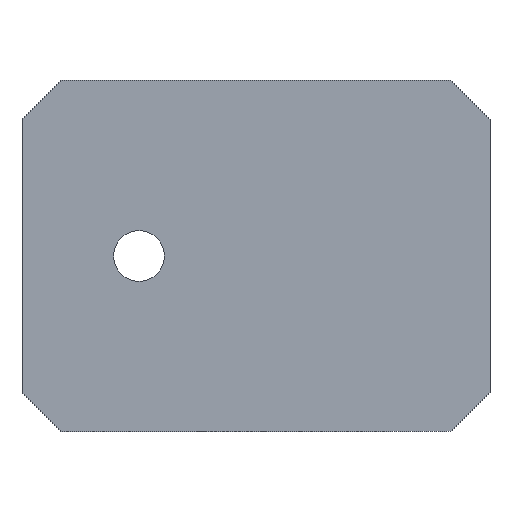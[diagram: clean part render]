
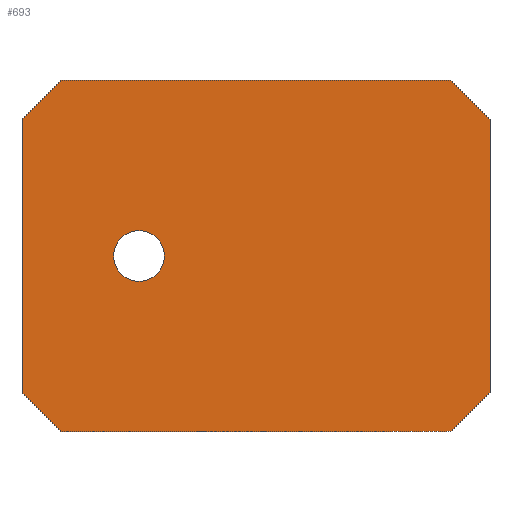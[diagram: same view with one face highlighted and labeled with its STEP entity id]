
A CAD part, front view. The second image highlights one B-rep face of the part: STEP entity #693.
In plain terms, the highlighted planar face has unit normal (0, -1, 0).
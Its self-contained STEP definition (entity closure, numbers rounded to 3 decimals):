
#32 = PLANE('',#33);
#33 = AXIS2_PLACEMENT_3D('',#34,#35,#36);
#34 = CARTESIAN_POINT('',(-12.,8.,9.));
#35 = DIRECTION('',(0.,0.,1.));
#36 = DIRECTION('',(1.,0.,0.));
#169 = VERTEX_POINT('',#170);
#170 = CARTESIAN_POINT('',(-10.,-8.,9.));
#184 = PLANE('',#185);
#185 = AXIS2_PLACEMENT_3D('',#186,#187,#188);
#186 = CARTESIAN_POINT('',(-11.,-4.6,8.));
#187 = DIRECTION('',(-0.707,0.,0.707));
#188 = DIRECTION('',(-0.,1.,-0.));
#196 = EDGE_CURVE('',#169,#197,#199,.T.);
#197 = VERTEX_POINT('',#198);
#198 = CARTESIAN_POINT('',(10.,-8.,9.));
#199 = SURFACE_CURVE('',#200,(#204,#211),.PCURVE_S1.);
#200 = LINE('',#201,#202);
#201 = CARTESIAN_POINT('',(-12.,-8.,9.));
#202 = VECTOR('',#203,1.);
#203 = DIRECTION('',(1.,0.,0.));
#204 = PCURVE('',#32,#205);
#205 = DEFINITIONAL_REPRESENTATION('',(#206),#210);
#206 = LINE('',#207,#208);
#207 = CARTESIAN_POINT('',(0.,-16.));
#208 = VECTOR('',#209,1.);
#209 = DIRECTION('',(1.,0.));
#210 = ( GEOMETRIC_REPRESENTATION_CONTEXT(2) 
PARAMETRIC_REPRESENTATION_CONTEXT() REPRESENTATION_CONTEXT('2D SPACE',''
  ) );
#211 = PCURVE('',#212,#217);
#212 = PLANE('',#213);
#213 = AXIS2_PLACEMENT_3D('',#214,#215,#216);
#214 = CARTESIAN_POINT('',(0.,-8.,0.));
#215 = DIRECTION('',(0.,1.,0.));
#216 = DIRECTION('',(0.,0.,1.));
#217 = DEFINITIONAL_REPRESENTATION('',(#218),#222);
#218 = LINE('',#219,#220);
#219 = CARTESIAN_POINT('',(9.,-12.));
#220 = VECTOR('',#221,1.);
#221 = DIRECTION('',(0.,1.));
#222 = ( GEOMETRIC_REPRESENTATION_CONTEXT(2) 
PARAMETRIC_REPRESENTATION_CONTEXT() REPRESENTATION_CONTEXT('2D SPACE',''
  ) );
#238 = PLANE('',#239);
#239 = AXIS2_PLACEMENT_3D('',#240,#241,#242);
#240 = CARTESIAN_POINT('',(11.,8.,8.));
#241 = DIRECTION('',(0.707,0.,0.707));
#242 = DIRECTION('',(0.,-1.,0.));
#293 = PLANE('',#294);
#294 = AXIS2_PLACEMENT_3D('',#295,#296,#297);
#295 = CARTESIAN_POINT('',(12.,8.,9.));
#296 = DIRECTION('',(1.,0.,0.));
#297 = DIRECTION('',(0.,0.,-1.));
#321 = PLANE('',#322);
#322 = AXIS2_PLACEMENT_3D('',#323,#324,#325);
#323 = CARTESIAN_POINT('',(11.,8.,-8.));
#324 = DIRECTION('',(0.707,0.,-0.707));
#325 = DIRECTION('',(0.,-1.,0.));
#349 = PLANE('',#350);
#350 = AXIS2_PLACEMENT_3D('',#351,#352,#353);
#351 = CARTESIAN_POINT('',(12.,8.,-9.));
#352 = DIRECTION('',(0.,0.,-1.));
#353 = DIRECTION('',(-1.,0.,0.));
#527 = EDGE_CURVE('',#197,#528,#530,.T.);
#528 = VERTEX_POINT('',#529);
#529 = CARTESIAN_POINT('',(12.,-8.,7.));
#530 = SURFACE_CURVE('',#531,(#535,#542),.PCURVE_S1.);
#531 = LINE('',#532,#533);
#532 = CARTESIAN_POINT('',(10.25,-8.,8.75));
#533 = VECTOR('',#534,1.);
#534 = DIRECTION('',(0.707,0.,-0.707));
#535 = PCURVE('',#238,#536);
#536 = DEFINITIONAL_REPRESENTATION('',(#537),#541);
#537 = LINE('',#538,#539);
#538 = CARTESIAN_POINT('',(16.,-1.061));
#539 = VECTOR('',#540,1.);
#540 = DIRECTION('',(0.,1.));
#541 = ( GEOMETRIC_REPRESENTATION_CONTEXT(2) 
PARAMETRIC_REPRESENTATION_CONTEXT() REPRESENTATION_CONTEXT('2D SPACE',''
  ) );
#542 = PCURVE('',#212,#543);
#543 = DEFINITIONAL_REPRESENTATION('',(#544),#548);
#544 = LINE('',#545,#546);
#545 = CARTESIAN_POINT('',(8.75,10.25));
#546 = VECTOR('',#547,1.);
#547 = DIRECTION('',(-0.707,0.707));
#548 = ( GEOMETRIC_REPRESENTATION_CONTEXT(2) 
PARAMETRIC_REPRESENTATION_CONTEXT() REPRESENTATION_CONTEXT('2D SPACE',''
  ) );
#693 = ADVANCED_FACE('',(#694,#844),#212,.F.);
#694 = FACE_BOUND('',#695,.F.);
#695 = EDGE_LOOP('',(#696,#697,#698,#721,#744,#767,#795,#823));
#696 = ORIENTED_EDGE('',*,*,#196,.T.);
#697 = ORIENTED_EDGE('',*,*,#527,.T.);
#698 = ORIENTED_EDGE('',*,*,#699,.T.);
#699 = EDGE_CURVE('',#528,#700,#702,.T.);
#700 = VERTEX_POINT('',#701);
#701 = CARTESIAN_POINT('',(12.,-8.,-7.));
#702 = SURFACE_CURVE('',#703,(#707,#714),.PCURVE_S1.);
#703 = LINE('',#704,#705);
#704 = CARTESIAN_POINT('',(12.,-8.,9.));
#705 = VECTOR('',#706,1.);
#706 = DIRECTION('',(0.,0.,-1.));
#707 = PCURVE('',#212,#708);
#708 = DEFINITIONAL_REPRESENTATION('',(#709),#713);
#709 = LINE('',#710,#711);
#710 = CARTESIAN_POINT('',(9.,12.));
#711 = VECTOR('',#712,1.);
#712 = DIRECTION('',(-1.,0.));
#713 = ( GEOMETRIC_REPRESENTATION_CONTEXT(2) 
PARAMETRIC_REPRESENTATION_CONTEXT() REPRESENTATION_CONTEXT('2D SPACE',''
  ) );
#714 = PCURVE('',#293,#715);
#715 = DEFINITIONAL_REPRESENTATION('',(#716),#720);
#716 = LINE('',#717,#718);
#717 = CARTESIAN_POINT('',(0.,-16.));
#718 = VECTOR('',#719,1.);
#719 = DIRECTION('',(1.,0.));
#720 = ( GEOMETRIC_REPRESENTATION_CONTEXT(2) 
PARAMETRIC_REPRESENTATION_CONTEXT() REPRESENTATION_CONTEXT('2D SPACE',''
  ) );
#721 = ORIENTED_EDGE('',*,*,#722,.T.);
#722 = EDGE_CURVE('',#700,#723,#725,.T.);
#723 = VERTEX_POINT('',#724);
#724 = CARTESIAN_POINT('',(10.,-8.,-9.));
#725 = SURFACE_CURVE('',#726,(#730,#737),.PCURVE_S1.);
#726 = LINE('',#727,#728);
#727 = CARTESIAN_POINT('',(10.25,-8.,-8.75));
#728 = VECTOR('',#729,1.);
#729 = DIRECTION('',(-0.707,0.,-0.707));
#730 = PCURVE('',#212,#731);
#731 = DEFINITIONAL_REPRESENTATION('',(#732),#736);
#732 = LINE('',#733,#734);
#733 = CARTESIAN_POINT('',(-8.75,10.25));
#734 = VECTOR('',#735,1.);
#735 = DIRECTION('',(-0.707,-0.707));
#736 = ( GEOMETRIC_REPRESENTATION_CONTEXT(2) 
PARAMETRIC_REPRESENTATION_CONTEXT() REPRESENTATION_CONTEXT('2D SPACE',''
  ) );
#737 = PCURVE('',#321,#738);
#738 = DEFINITIONAL_REPRESENTATION('',(#739),#743);
#739 = LINE('',#740,#741);
#740 = CARTESIAN_POINT('',(16.,1.061));
#741 = VECTOR('',#742,1.);
#742 = DIRECTION('',(-0.,1.));
#743 = ( GEOMETRIC_REPRESENTATION_CONTEXT(2) 
PARAMETRIC_REPRESENTATION_CONTEXT() REPRESENTATION_CONTEXT('2D SPACE',''
  ) );
#744 = ORIENTED_EDGE('',*,*,#745,.T.);
#745 = EDGE_CURVE('',#723,#746,#748,.T.);
#746 = VERTEX_POINT('',#747);
#747 = CARTESIAN_POINT('',(-10.,-8.,-9.));
#748 = SURFACE_CURVE('',#749,(#753,#760),.PCURVE_S1.);
#749 = LINE('',#750,#751);
#750 = CARTESIAN_POINT('',(12.,-8.,-9.));
#751 = VECTOR('',#752,1.);
#752 = DIRECTION('',(-1.,0.,0.));
#753 = PCURVE('',#212,#754);
#754 = DEFINITIONAL_REPRESENTATION('',(#755),#759);
#755 = LINE('',#756,#757);
#756 = CARTESIAN_POINT('',(-9.,12.));
#757 = VECTOR('',#758,1.);
#758 = DIRECTION('',(0.,-1.));
#759 = ( GEOMETRIC_REPRESENTATION_CONTEXT(2) 
PARAMETRIC_REPRESENTATION_CONTEXT() REPRESENTATION_CONTEXT('2D SPACE',''
  ) );
#760 = PCURVE('',#349,#761);
#761 = DEFINITIONAL_REPRESENTATION('',(#762),#766);
#762 = LINE('',#763,#764);
#763 = CARTESIAN_POINT('',(0.,-16.));
#764 = VECTOR('',#765,1.);
#765 = DIRECTION('',(1.,0.));
#766 = ( GEOMETRIC_REPRESENTATION_CONTEXT(2) 
PARAMETRIC_REPRESENTATION_CONTEXT() REPRESENTATION_CONTEXT('2D SPACE',''
  ) );
#767 = ORIENTED_EDGE('',*,*,#768,.F.);
#768 = EDGE_CURVE('',#769,#746,#771,.T.);
#769 = VERTEX_POINT('',#770);
#770 = CARTESIAN_POINT('',(-12.,-8.,-7.));
#771 = SURFACE_CURVE('',#772,(#776,#783),.PCURVE_S1.);
#772 = LINE('',#773,#774);
#773 = CARTESIAN_POINT('',(-10.25,-8.,-8.75));
#774 = VECTOR('',#775,1.);
#775 = DIRECTION('',(0.707,0.,-0.707));
#776 = PCURVE('',#212,#777);
#777 = DEFINITIONAL_REPRESENTATION('',(#778),#782);
#778 = LINE('',#779,#780);
#779 = CARTESIAN_POINT('',(-8.75,-10.25));
#780 = VECTOR('',#781,1.);
#781 = DIRECTION('',(-0.707,0.707));
#782 = ( GEOMETRIC_REPRESENTATION_CONTEXT(2) 
PARAMETRIC_REPRESENTATION_CONTEXT() REPRESENTATION_CONTEXT('2D SPACE',''
  ) );
#783 = PCURVE('',#784,#789);
#784 = PLANE('',#785);
#785 = AXIS2_PLACEMENT_3D('',#786,#787,#788);
#786 = CARTESIAN_POINT('',(-11.,-4.6,-8.));
#787 = DIRECTION('',(-0.707,-0.,-0.707));
#788 = DIRECTION('',(-0.,1.,-0.));
#789 = DEFINITIONAL_REPRESENTATION('',(#790),#794);
#790 = LINE('',#791,#792);
#791 = CARTESIAN_POINT('',(-3.4,1.061));
#792 = VECTOR('',#793,1.);
#793 = DIRECTION('',(-0.,1.));
#794 = ( GEOMETRIC_REPRESENTATION_CONTEXT(2) 
PARAMETRIC_REPRESENTATION_CONTEXT() REPRESENTATION_CONTEXT('2D SPACE',''
  ) );
#795 = ORIENTED_EDGE('',*,*,#796,.T.);
#796 = EDGE_CURVE('',#769,#797,#799,.T.);
#797 = VERTEX_POINT('',#798);
#798 = CARTESIAN_POINT('',(-12.,-8.,7.));
#799 = SURFACE_CURVE('',#800,(#804,#811),.PCURVE_S1.);
#800 = LINE('',#801,#802);
#801 = CARTESIAN_POINT('',(-12.,-8.,-9.));
#802 = VECTOR('',#803,1.);
#803 = DIRECTION('',(0.,0.,1.));
#804 = PCURVE('',#212,#805);
#805 = DEFINITIONAL_REPRESENTATION('',(#806),#810);
#806 = LINE('',#807,#808);
#807 = CARTESIAN_POINT('',(-9.,-12.));
#808 = VECTOR('',#809,1.);
#809 = DIRECTION('',(1.,0.));
#810 = ( GEOMETRIC_REPRESENTATION_CONTEXT(2) 
PARAMETRIC_REPRESENTATION_CONTEXT() REPRESENTATION_CONTEXT('2D SPACE',''
  ) );
#811 = PCURVE('',#812,#817);
#812 = PLANE('',#813);
#813 = AXIS2_PLACEMENT_3D('',#814,#815,#816);
#814 = CARTESIAN_POINT('',(-12.,8.,-9.));
#815 = DIRECTION('',(-1.,0.,0.));
#816 = DIRECTION('',(0.,0.,1.));
#817 = DEFINITIONAL_REPRESENTATION('',(#818),#822);
#818 = LINE('',#819,#820);
#819 = CARTESIAN_POINT('',(0.,-16.));
#820 = VECTOR('',#821,1.);
#821 = DIRECTION('',(1.,0.));
#822 = ( GEOMETRIC_REPRESENTATION_CONTEXT(2) 
PARAMETRIC_REPRESENTATION_CONTEXT() REPRESENTATION_CONTEXT('2D SPACE',''
  ) );
#823 = ORIENTED_EDGE('',*,*,#824,.F.);
#824 = EDGE_CURVE('',#169,#797,#825,.T.);
#825 = SURFACE_CURVE('',#826,(#830,#837),.PCURVE_S1.);
#826 = LINE('',#827,#828);
#827 = CARTESIAN_POINT('',(-10.25,-8.,8.75));
#828 = VECTOR('',#829,1.);
#829 = DIRECTION('',(-0.707,0.,-0.707));
#830 = PCURVE('',#212,#831);
#831 = DEFINITIONAL_REPRESENTATION('',(#832),#836);
#832 = LINE('',#833,#834);
#833 = CARTESIAN_POINT('',(8.75,-10.25));
#834 = VECTOR('',#835,1.);
#835 = DIRECTION('',(-0.707,-0.707));
#836 = ( GEOMETRIC_REPRESENTATION_CONTEXT(2) 
PARAMETRIC_REPRESENTATION_CONTEXT() REPRESENTATION_CONTEXT('2D SPACE',''
  ) );
#837 = PCURVE('',#184,#838);
#838 = DEFINITIONAL_REPRESENTATION('',(#839),#843);
#839 = LINE('',#840,#841);
#840 = CARTESIAN_POINT('',(-3.4,-1.061));
#841 = VECTOR('',#842,1.);
#842 = DIRECTION('',(0.,1.));
#843 = ( GEOMETRIC_REPRESENTATION_CONTEXT(2) 
PARAMETRIC_REPRESENTATION_CONTEXT() REPRESENTATION_CONTEXT('2D SPACE',''
  ) );
#844 = FACE_BOUND('',#845,.F.);
#845 = EDGE_LOOP('',(#846));
#846 = ORIENTED_EDGE('',*,*,#847,.T.);
#847 = EDGE_CURVE('',#848,#848,#850,.T.);
#848 = VERTEX_POINT('',#849);
#849 = CARTESIAN_POINT('',(-4.7,-8.,0.));
#850 = SURFACE_CURVE('',#851,(#856,#867),.PCURVE_S1.);
#851 = CIRCLE('',#852,1.3);
#852 = AXIS2_PLACEMENT_3D('',#853,#854,#855);
#853 = CARTESIAN_POINT('',(-6.,-8.,0.));
#854 = DIRECTION('',(0.,-1.,0.));
#855 = DIRECTION('',(1.,0.,0.));
#856 = PCURVE('',#212,#857);
#857 = DEFINITIONAL_REPRESENTATION('',(#858),#866);
#858 = ( BOUNDED_CURVE() B_SPLINE_CURVE(2,(#859,#860,#861,#862,#863,#864
,#865),.UNSPECIFIED.,.T.,.F.) B_SPLINE_CURVE_WITH_KNOTS((1,2,2,2,2,1),(
    -2.094,0.,2.094,4.189,6.283,
8.378),.UNSPECIFIED.) CURVE() GEOMETRIC_REPRESENTATION_ITEM() 
RATIONAL_B_SPLINE_CURVE((1.,0.5,1.,0.5,1.,0.5,1.)) REPRESENTATION_ITEM(
  '') );
#859 = CARTESIAN_POINT('',(0.,-4.7));
#860 = CARTESIAN_POINT('',(2.252,-4.7));
#861 = CARTESIAN_POINT('',(1.126,-6.65));
#862 = CARTESIAN_POINT('',(0.,-8.6));
#863 = CARTESIAN_POINT('',(-1.126,-6.65));
#864 = CARTESIAN_POINT('',(-2.252,-4.7));
#865 = CARTESIAN_POINT('',(0.,-4.7));
#866 = ( GEOMETRIC_REPRESENTATION_CONTEXT(2) 
PARAMETRIC_REPRESENTATION_CONTEXT() REPRESENTATION_CONTEXT('2D SPACE',''
  ) );
#867 = PCURVE('',#868,#873);
#868 = CYLINDRICAL_SURFACE('',#869,1.3);
#869 = AXIS2_PLACEMENT_3D('',#870,#871,#872);
#870 = CARTESIAN_POINT('',(-6.,8.,0.));
#871 = DIRECTION('',(-0.,1.,-0.));
#872 = DIRECTION('',(1.,0.,0.));
#873 = DEFINITIONAL_REPRESENTATION('',(#874),#878);
#874 = LINE('',#875,#876);
#875 = CARTESIAN_POINT('',(-0.,-16.));
#876 = VECTOR('',#877,1.);
#877 = DIRECTION('',(-1.,0.));
#878 = ( GEOMETRIC_REPRESENTATION_CONTEXT(2) 
PARAMETRIC_REPRESENTATION_CONTEXT() REPRESENTATION_CONTEXT('2D SPACE',''
  ) );
